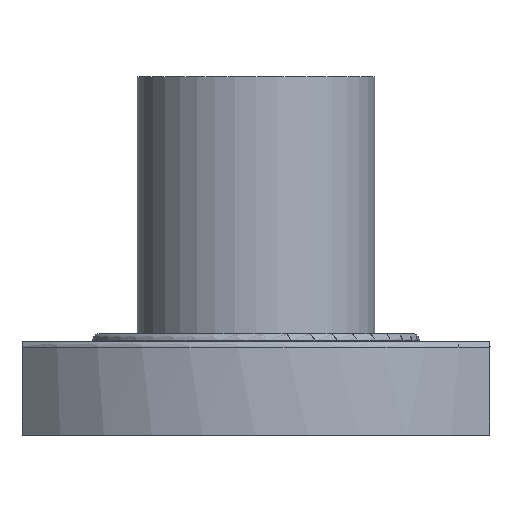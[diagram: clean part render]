
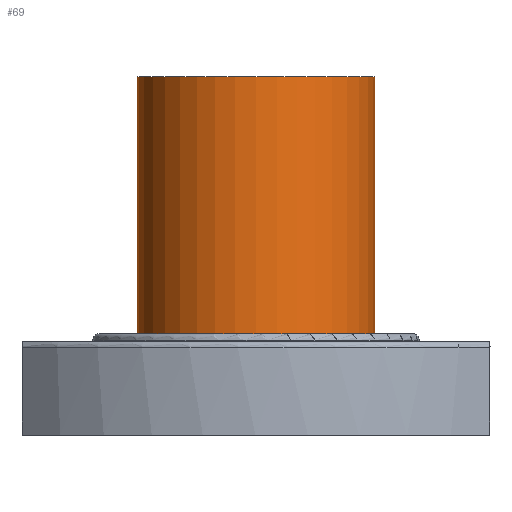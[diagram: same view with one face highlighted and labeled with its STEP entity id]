
A CAD part, front view. The second image highlights one B-rep face of the part: STEP entity #69.
In plain terms, the highlighted cylindrical face has radius 19.373 mm (diameter 38.747 mm), a full revolution.
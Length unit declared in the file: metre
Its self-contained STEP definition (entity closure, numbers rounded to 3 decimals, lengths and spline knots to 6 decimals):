
#69 = ADVANCED_FACE( '', ( #153, #154 ), #155, .T. );
#153 = FACE_OUTER_BOUND( '', #258, .T. );
#154 = FACE_OUTER_BOUND( '', #259, .T. );
#155 = CYLINDRICAL_SURFACE( '', #260, 0.019374 );
#258 = EDGE_LOOP( '', ( #368 ) );
#259 = EDGE_LOOP( '', ( #369 ) );
#260 = AXIS2_PLACEMENT_3D( '', #370, #371, #372 );
#368 = ORIENTED_EDGE( '', *, *, #494, .T. );
#369 = ORIENTED_EDGE( '', *, *, #518, .T. );
#370 = CARTESIAN_POINT( '', ( 0., 0., 0.03683 ) );
#371 = DIRECTION( '', ( 0., 0., 1. ) );
#372 = DIRECTION( '', ( -1., 0., 0. ) );
#494 = EDGE_CURVE( '', #557, #557, #558, .F. );
#518 = EDGE_CURVE( '', #599, #599, #600, .T. );
#557 = VERTEX_POINT( '', #654 );
#558 = CIRCLE( '', #655, 0.019374 );
#599 = VERTEX_POINT( '', #955 );
#600 = CIRCLE( '', #956, 0.019374 );
#654 = CARTESIAN_POINT( '', ( -0.019374, 0., 0.01524 ) );
#655 = AXIS2_PLACEMENT_3D( '', #1276, #1277, #1278 );
#955 = CARTESIAN_POINT( '', ( -0.019374, 0., 0.05842 ) );
#956 = AXIS2_PLACEMENT_3D( '', #1287, #1288, #1289 );
#1276 = CARTESIAN_POINT( '', ( 0., 0., 0.01524 ) );
#1277 = DIRECTION( '', ( 0., 0., -1. ) );
#1278 = DIRECTION( '', ( -1., 0., 0. ) );
#1287 = CARTESIAN_POINT( '', ( 0., 0., 0.05842 ) );
#1288 = DIRECTION( '', ( 0., 0., -1. ) );
#1289 = DIRECTION( '', ( -1., 0., 0. ) );
